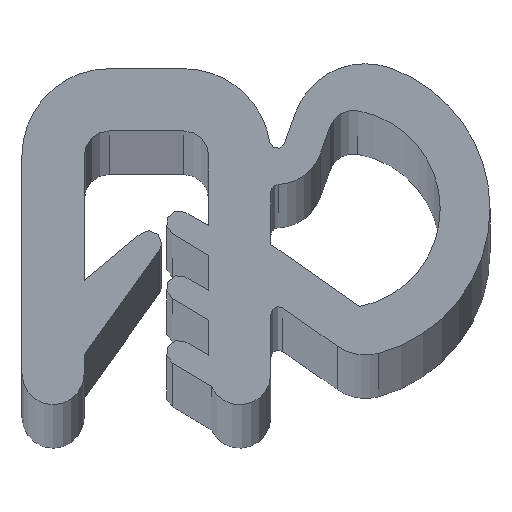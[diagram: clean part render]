
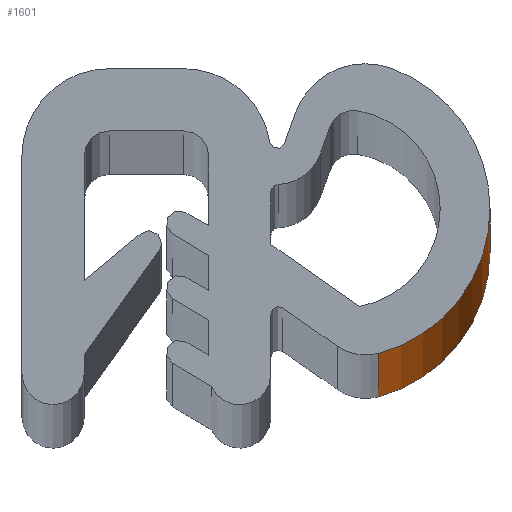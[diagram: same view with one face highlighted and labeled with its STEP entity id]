
A CAD part, top view. The second image highlights one B-rep face of the part: STEP entity #1601.
In plain terms, the highlighted cylindrical face has radius 6 mm (diameter 12 mm), a partial arc.
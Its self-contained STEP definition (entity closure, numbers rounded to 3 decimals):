
#54 = DIRECTION ( 'NONE',  ( 0., 0., 1. ) ) ;
#73 = AXIS2_PLACEMENT_3D ( 'NONE', #1475, #380, #1358 ) ;
#75 = FACE_OUTER_BOUND ( 'NONE', #272, .T. ) ;
#89 = AXIS2_PLACEMENT_3D ( 'NONE', #789, #54, #1289 ) ;
#91 = LINE ( 'NONE', #1335, #1103 ) ;
#141 = CIRCLE ( 'NONE', #666, 6. ) ;
#203 = CIRCLE ( 'NONE', #73, 6. ) ;
#239 = VERTEX_POINT ( 'NONE', #994 ) ;
#251 = VERTEX_POINT ( 'NONE', #864 ) ;
#272 = EDGE_LOOP ( 'NONE', ( #344, #713, #1011, #836 ) ) ;
#313 = VERTEX_POINT ( 'NONE', #512 ) ;
#333 = DIRECTION ( 'NONE',  ( 1., 0., 0. ) ) ;
#344 = ORIENTED_EDGE ( 'NONE', *, *, #511, .F. ) ;
#380 = DIRECTION ( 'NONE',  ( 0., 0., -1. ) ) ;
#400 = CARTESIAN_POINT ( 'NONE',  ( 8.508, -8.936, -1014.666 ) ) ;
#416 = VECTOR ( 'NONE', #768, 1000. ) ;
#511 = EDGE_CURVE ( 'NONE', #313, #1560, #203, .T. ) ;
#512 = CARTESIAN_POINT ( 'NONE',  ( 13., -3.128, -1000. ) ) ;
#652 = LINE ( 'NONE', #400, #416 ) ;
#666 = AXIS2_PLACEMENT_3D ( 'NONE', #1068, #924, #333 ) ;
#674 = CARTESIAN_POINT ( 'NONE',  ( 8.508, -8.936, -1000. ) ) ;
#713 = ORIENTED_EDGE ( 'NONE', *, *, #771, .T. ) ;
#768 = DIRECTION ( 'NONE',  ( 0., 0., 1. ) ) ;
#771 = EDGE_CURVE ( 'NONE', #313, #251, #91, .T. ) ;
#789 = CARTESIAN_POINT ( 'NONE',  ( 7., -3.128, -1014.666 ) ) ;
#836 = ORIENTED_EDGE ( 'NONE', *, *, #1096, .F. ) ;
#864 = CARTESIAN_POINT ( 'NONE',  ( 13., -3.128, 0. ) ) ;
#924 = DIRECTION ( 'NONE',  ( 0., 0., 1. ) ) ;
#994 = CARTESIAN_POINT ( 'NONE',  ( 8.508, -8.936, 0. ) ) ;
#1011 = ORIENTED_EDGE ( 'NONE', *, *, #1332, .F. ) ;
#1068 = CARTESIAN_POINT ( 'NONE',  ( 7., -3.128, 0. ) ) ;
#1096 = EDGE_CURVE ( 'NONE', #1560, #239, #652, .T. ) ;
#1103 = VECTOR ( 'NONE', #1327, 1000. ) ;
#1289 = DIRECTION ( 'NONE',  ( 1., 0., 0. ) ) ;
#1327 = DIRECTION ( 'NONE',  ( 0., 0., 1. ) ) ;
#1332 = EDGE_CURVE ( 'NONE', #239, #251, #141, .T. ) ;
#1335 = CARTESIAN_POINT ( 'NONE',  ( 13., -3.128, -1014.666 ) ) ;
#1358 = DIRECTION ( 'NONE',  ( 1., 0., 0. ) ) ;
#1414 = CYLINDRICAL_SURFACE ( 'NONE', #89, 6. ) ;
#1475 = CARTESIAN_POINT ( 'NONE',  ( 7., -3.128, -1000. ) ) ;
#1560 = VERTEX_POINT ( 'NONE', #674 ) ;
#1601 = ADVANCED_FACE ( 'NONE', ( #75 ), #1414, .T. ) ;
